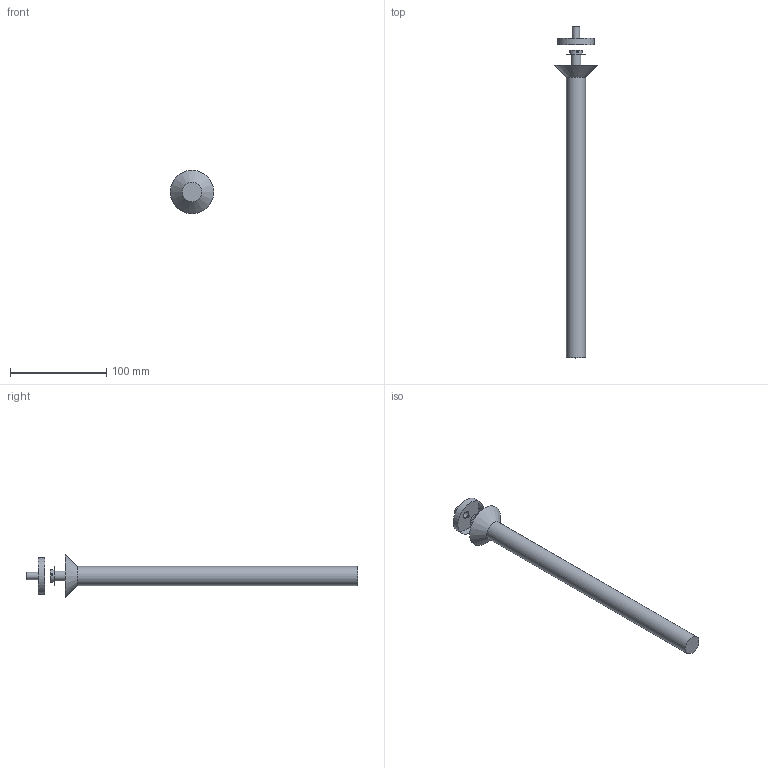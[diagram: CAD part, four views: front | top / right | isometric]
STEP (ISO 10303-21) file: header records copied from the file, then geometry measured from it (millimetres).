
FILE_DESCRIPTION(/* description */ (''),/* implementation_level */ '2;1');
FILE_NAME(/* name */ 'Whole Injector Test.stp',/* time_stamp */ '2021-10-19T13:05:10-04:00',/* author */ ('alexc'),/* organization */ (''),/* preprocessor_version */ 'ST-DEVELOPER v18.1',/* originating_system */ 'Autodesk Inventor 2021',/* authorisation */ '');
FILE_SCHEMA (('AUTOMOTIVE_DESIGN { 1 0 10303 214 3 1 1 }'));
Length unit declared in the file: inch
Products named in the file (1): Injector Test
Bounding box: 45.4 x 345.44 x 45.4 mm (x, y, z)
Volume: 118143.6 mm3; surface area: 26684.7 mm2
Topology: 1 solids, 1 shells, 19 faces, 51 edges, 38 vertices
Faces by surface type: cylinder 9, plane 7, cone 3
Full cylindrical faces by diameter (mm): 1.27 x4, 7.62 x1, 10.16 x1, 12.7 x1, 20 x1, 38.1 x1
Entity records: 1169 total; most frequent: CARTESIAN_POINT 589, ORIENTED_EDGE 102, DIRECTION 97, EDGE_CURVE 51, AXIS2_PLACEMENT_3D 42, VERTEX_POINT 38, EDGE_LOOP 29, CIRCLE 22
